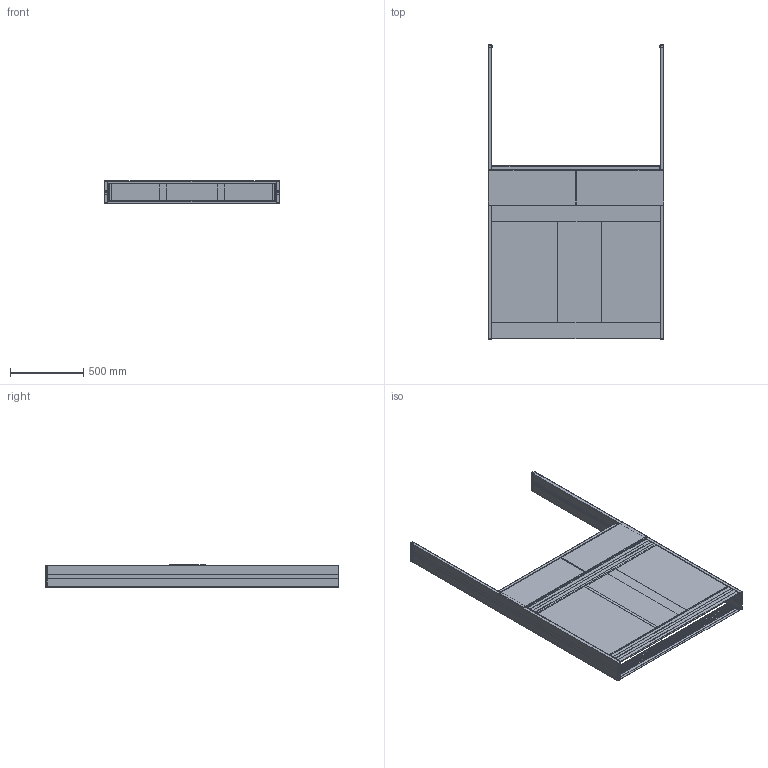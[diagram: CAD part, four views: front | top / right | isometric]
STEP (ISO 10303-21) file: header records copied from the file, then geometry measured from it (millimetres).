
FILE_DESCRIPTION(/* description */ (''),/* implementation_level */ '2;1');
FILE_NAME(/* name */ 'Technical module 1200 with 1 level of I-panels and high columns.stp',/* time_stamp */ '2025-07-15T13:06:37+02:00',/* author */ ('Marchetti'),/* organization */ (''),/* preprocessor_version */ 'ST-DEVELOPER v20',/* originating_system */ 'Autodesk Inventor 2024',/* authorisation */ '');
FILE_SCHEMA (('AUTOMOTIVE_DESIGN { 1 0 10303 214 3 1 1 }'));
Length unit declared in the file: millimetre
Products named in the file (18): Technical module 1200 with 1 level of I-panels and high columns; WPP00120; N060110003; N060110073; N030140003; WP16120; N060110043_1; N060110043_1-corrente; N060110041_1-piastra; N060110041_1-traverso; N060110033_2; N060110033_2-vassoio; N060110031_2-staffa; N060110031_2-staffa foro; WPPP200; N060150101; M0508014; WP60060
Assembly tree (26 placements, depth 4):
  Technical module 1200 with 1 level of I-panels and high columns
    WPP00120
      N060110003  x4
      N060110073
      N030140003  x2
    WP60060  x2
    WP16120
      N060110043_1
        N060110043_1-corrente  x2
        N060110041_1-piastra  x2
        N060110041_1-traverso  x2
      N060110033_2
        N060110033_2-vassoio
        N060110031_2-staffa
        N060110031_2-staffa foro
    WPPP200  x2
      N060150101
      M0508014
Bounding box: 1202 x 2010 x 156 mm (x, y, z)
Volume: 13832407.5 mm3; surface area: 8561466.9 mm2
Topology: 22 solids, 22 shells, 410 faces, 1022 edges, 660 vertices
Faces by surface type: plane 360, cylinder 42, sphere 8
Full cylindrical faces by diameter (mm): 5 x6, 7 x4
Entity records: 6239 total; most frequent: CARTESIAN_POINT 989, DIRECTION 985, ORIENTED_EDGE 918, EDGE_CURVE 459, LINE 413, VECTOR 413, VERTEX_POINT 290, AXIS2_PLACEMENT_3D 286
